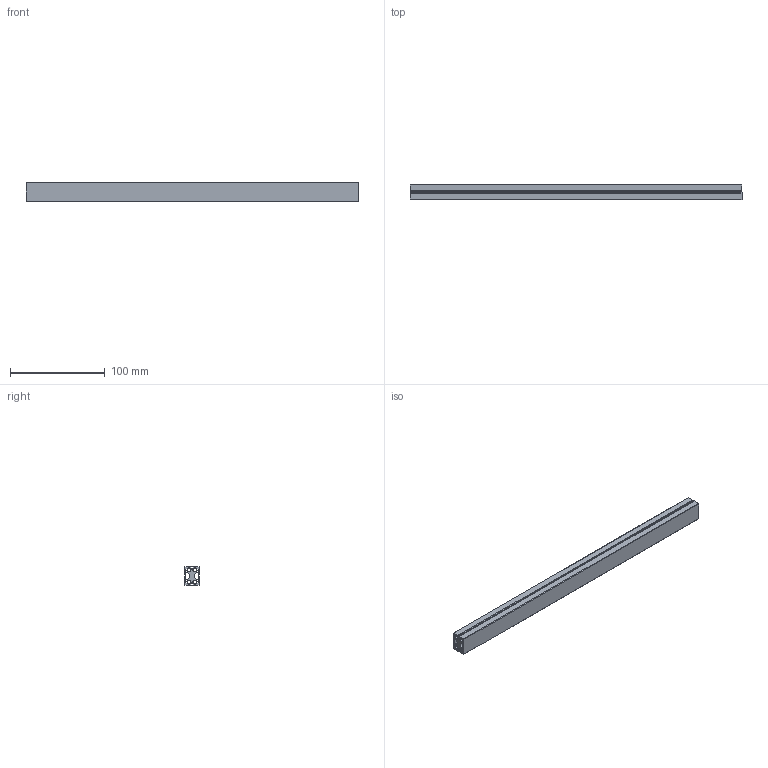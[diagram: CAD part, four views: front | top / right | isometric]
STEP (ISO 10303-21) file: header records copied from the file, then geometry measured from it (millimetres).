
FILE_DESCRIPTION(('FreeCAD Model'),'2;1');
FILE_NAME('Open CASCADE Shape Model','2025-07-03T16:39:28',(''),(''), 'Open CASCADE STEP processor 7.8','FreeCAD','Unknown');
FILE_SCHEMA(('AUTOMOTIVE_DESIGN { 1 0 10303 214 1 1 1 1 }'));
Length unit declared in the file: millimetre
Products named in the file (4): Assembly; Body; Body001; Body002
Assembly tree (3 placements, depth 2):
  Assembly
    Body
    Body001
    Body002
Bounding box: 350.05 x 15.8 x 20 mm (x, y, z)
Volume: 66590.5 mm3; surface area: 66547.7 mm2
Topology: 3 solids, 3 shells, 82 faces, 236 edges, 160 vertices
Faces by surface type: cylinder 46, plane 36
Entity records: 5988 total; most frequent: CARTESIAN_POINT 1122, DIRECTION 952, LINE 508, VECTOR 508, ORIENTED_EDGE 472, PCURVE 472, DEFINITIONAL_REPRESENTATION 472, EDGE_CURVE 236
